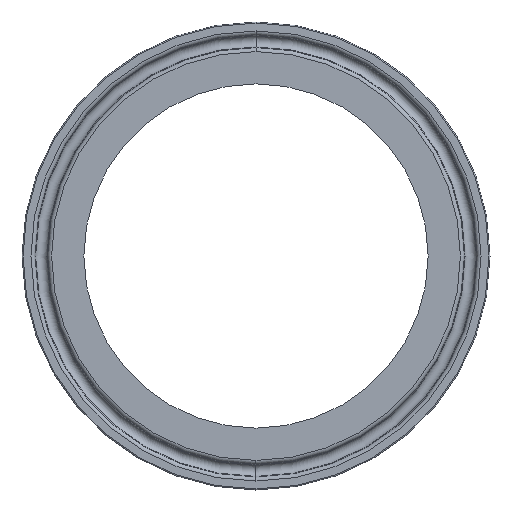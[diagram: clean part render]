
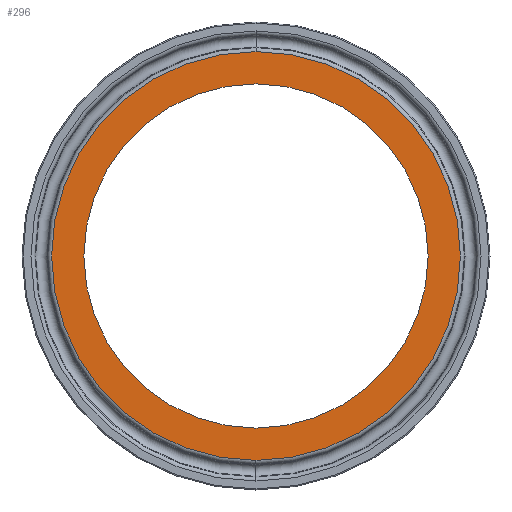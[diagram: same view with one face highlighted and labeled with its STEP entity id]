
A CAD part, left-side view. The second image highlights one B-rep face of the part: STEP entity #296.
In plain terms, the highlighted planar face has unit normal (-1, 0, 0).
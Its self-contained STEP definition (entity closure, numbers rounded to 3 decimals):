
#18 = EDGE_CURVE ( 'NONE', #332, #512, #545, .T. ) ;
#38 = DIRECTION ( 'NONE',  ( 0., 0., 1. ) ) ;
#43 = CIRCLE ( 'NONE', #82, 33.465 ) ;
#57 = CARTESIAN_POINT ( 'NONE',  ( 0., 0., 0. ) ) ;
#61 = PLANE ( 'NONE',  #178 ) ;
#65 = FACE_OUTER_BOUND ( 'NONE', #609, .T. ) ;
#76 = DIRECTION ( 'NONE',  ( 0., 0., -1. ) ) ;
#80 = EDGE_CURVE ( 'NONE', #666, #252, #358, .T. ) ;
#82 = AXIS2_PLACEMENT_3D ( 'NONE', #57, #685, #38 ) ;
#118 = CARTESIAN_POINT ( 'NONE',  ( 0., 0., 0. ) ) ;
#121 = EDGE_LOOP ( 'NONE', ( #261, #468 ) ) ;
#178 = AXIS2_PLACEMENT_3D ( 'NONE', #591, #480, #76 ) ;
#211 = DIRECTION ( 'NONE',  ( -1., 0., 0. ) ) ;
#224 = AXIS2_PLACEMENT_3D ( 'NONE', #118, #352, #695 ) ;
#231 = DIRECTION ( 'NONE',  ( -1., 0., 0. ) ) ;
#252 = VERTEX_POINT ( 'NONE', #756 ) ;
#261 = ORIENTED_EDGE ( 'NONE', *, *, #538, .F. ) ;
#274 = CARTESIAN_POINT ( 'NONE',  ( 0., 0., 0. ) ) ;
#296 = ADVANCED_FACE ( 'NONE', ( #529, #65 ), #61, .F. ) ;
#332 = VERTEX_POINT ( 'NONE', #527 ) ;
#352 = DIRECTION ( 'NONE',  ( -1., 0., 0. ) ) ;
#358 = CIRCLE ( 'NONE', #500, 33.465 ) ;
#379 = CARTESIAN_POINT ( 'NONE',  ( 0., 0., 0. ) ) ;
#407 = ORIENTED_EDGE ( 'NONE', *, *, #642, .T. ) ;
#458 = CARTESIAN_POINT ( 'NONE',  ( 0., 0., -33.465 ) ) ;
#468 = ORIENTED_EDGE ( 'NONE', *, *, #80, .F. ) ;
#480 = DIRECTION ( 'NONE',  ( 1., 0., 0. ) ) ;
#500 = AXIS2_PLACEMENT_3D ( 'NONE', #379, #211, #603 ) ;
#507 = ORIENTED_EDGE ( 'NONE', *, *, #18, .T. ) ;
#512 = VERTEX_POINT ( 'NONE', #619 ) ;
#527 = CARTESIAN_POINT ( 'NONE',  ( 0., 0., 39.747 ) ) ;
#529 = FACE_BOUND ( 'NONE', #121, .T. ) ;
#530 = CIRCLE ( 'NONE', #584, 39.747 ) ;
#538 = EDGE_CURVE ( 'NONE', #252, #666, #43, .T. ) ;
#545 = CIRCLE ( 'NONE', #224, 39.747 ) ;
#584 = AXIS2_PLACEMENT_3D ( 'NONE', #274, #231, #632 ) ;
#591 = CARTESIAN_POINT ( 'NONE',  ( 0., 39.747, 0. ) ) ;
#603 = DIRECTION ( 'NONE',  ( 0., 0., 1. ) ) ;
#609 = EDGE_LOOP ( 'NONE', ( #507, #407 ) ) ;
#619 = CARTESIAN_POINT ( 'NONE',  ( 0., 0., -39.747 ) ) ;
#632 = DIRECTION ( 'NONE',  ( 0., 0., 1. ) ) ;
#642 = EDGE_CURVE ( 'NONE', #512, #332, #530, .T. ) ;
#666 = VERTEX_POINT ( 'NONE', #458 ) ;
#685 = DIRECTION ( 'NONE',  ( -1., 0., 0. ) ) ;
#695 = DIRECTION ( 'NONE',  ( 0., 0., 1. ) ) ;
#756 = CARTESIAN_POINT ( 'NONE',  ( 0., 0., 33.465 ) ) ;
